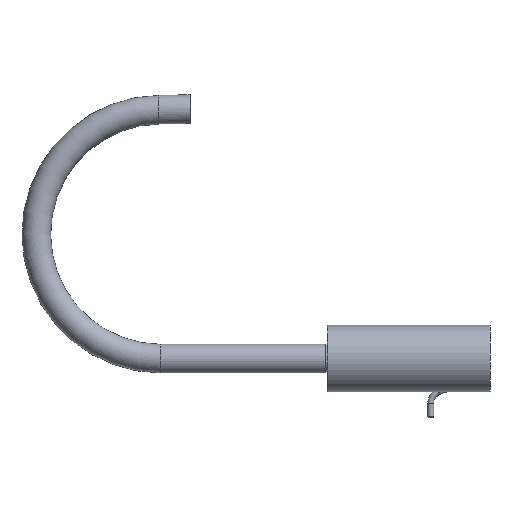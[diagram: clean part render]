
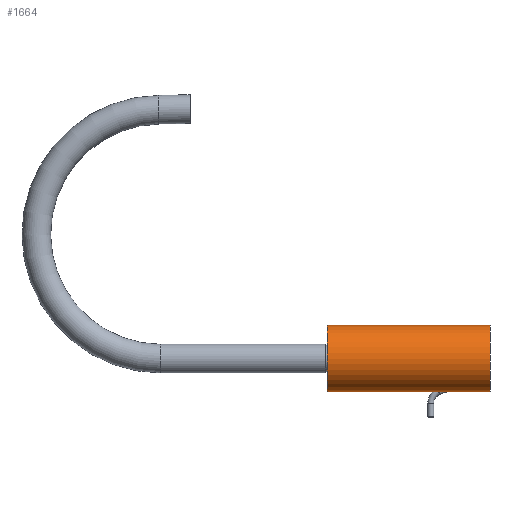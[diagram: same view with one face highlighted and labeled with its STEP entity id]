
A CAD part, left-side view. The second image highlights one B-rep face of the part: STEP entity #1664.
In plain terms, the highlighted cylindrical face has radius 22.05 mm (diameter 44.1 mm), a partial arc.
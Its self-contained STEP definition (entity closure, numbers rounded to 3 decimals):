
#2 = DIRECTION ( 'NONE',  ( 0., 1., 0. ) ) ;
#6 = CARTESIAN_POINT ( 'NONE',  ( 0., -108., -22.05 ) ) ;
#136 = LINE ( 'NONE', #6, #1071 ) ;
#152 = CARTESIAN_POINT ( 'NONE',  ( 0., -108., 0. ) ) ;
#181 = DIRECTION ( 'NONE',  ( 0., 1., 0. ) ) ;
#190 = DIRECTION ( 'NONE',  ( 0., 0., 1. ) ) ;
#357 = DIRECTION ( 'NONE',  ( 0., 1., 0. ) ) ;
#449 = EDGE_LOOP ( 'NONE', ( #569, #1382, #1775, #845 ) ) ;
#536 = CARTESIAN_POINT ( 'NONE',  ( 0., 0., 22.05 ) ) ;
#569 = ORIENTED_EDGE ( 'NONE', *, *, #1033, .T. ) ;
#610 = LINE ( 'NONE', #2372, #1123 ) ;
#613 = CARTESIAN_POINT ( 'NONE',  ( 0., -108., 0. ) ) ;
#697 = CARTESIAN_POINT ( 'NONE',  ( 0., 0., 0. ) ) ;
#770 = VERTEX_POINT ( 'NONE', #2126 ) ;
#845 = ORIENTED_EDGE ( 'NONE', *, *, #1580, .F. ) ;
#856 = EDGE_CURVE ( 'NONE', #1425, #1371, #136, .T. ) ;
#1033 = EDGE_CURVE ( 'NONE', #770, #1425, #2219, .T. ) ;
#1071 = VECTOR ( 'NONE', #2278, 1000. ) ;
#1123 = VECTOR ( 'NONE', #2, 1000. ) ;
#1167 = CIRCLE ( 'NONE', #1834, 22.05 ) ;
#1227 = CYLINDRICAL_SURFACE ( 'NONE', #1813, 22.05 ) ;
#1371 = VERTEX_POINT ( 'NONE', #2172 ) ;
#1382 = ORIENTED_EDGE ( 'NONE', *, *, #856, .T. ) ;
#1425 = VERTEX_POINT ( 'NONE', #1655 ) ;
#1580 = EDGE_CURVE ( 'NONE', #770, #1910, #610, .T. ) ;
#1655 = CARTESIAN_POINT ( 'NONE',  ( 0., -108., -22.05 ) ) ;
#1664 = ADVANCED_FACE ( 'NONE', ( #1829 ), #1227, .T. ) ;
#1711 = EDGE_CURVE ( 'NONE', #1910, #1371, #1167, .T. ) ;
#1775 = ORIENTED_EDGE ( 'NONE', *, *, #1711, .F. ) ;
#1813 = AXIS2_PLACEMENT_3D ( 'NONE', #152, #181, #2114 ) ;
#1829 = FACE_OUTER_BOUND ( 'NONE', #449, .T. ) ;
#1834 = AXIS2_PLACEMENT_3D ( 'NONE', #697, #2241, #1845 ) ;
#1845 = DIRECTION ( 'NONE',  ( 0., 0., 1. ) ) ;
#1910 = VERTEX_POINT ( 'NONE', #536 ) ;
#2114 = DIRECTION ( 'NONE',  ( 0., 0., 1. ) ) ;
#2126 = CARTESIAN_POINT ( 'NONE',  ( 0., -108., 22.05 ) ) ;
#2172 = CARTESIAN_POINT ( 'NONE',  ( 0., 0., -22.05 ) ) ;
#2219 = CIRCLE ( 'NONE', #2371, 22.05 ) ;
#2241 = DIRECTION ( 'NONE',  ( 0., 1., 0. ) ) ;
#2278 = DIRECTION ( 'NONE',  ( 0., 1., 0. ) ) ;
#2371 = AXIS2_PLACEMENT_3D ( 'NONE', #613, #357, #190 ) ;
#2372 = CARTESIAN_POINT ( 'NONE',  ( 0., -108., 22.05 ) ) ;
